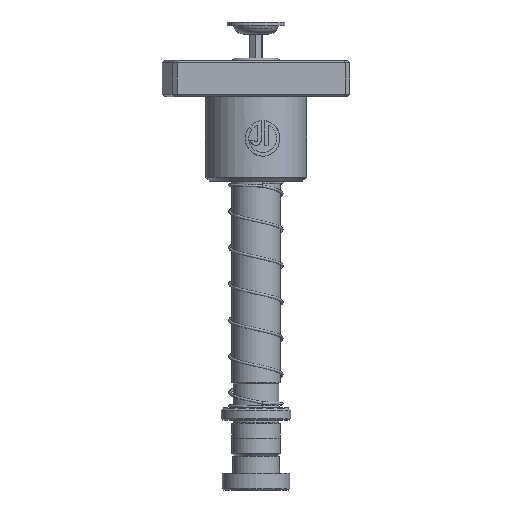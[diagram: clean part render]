
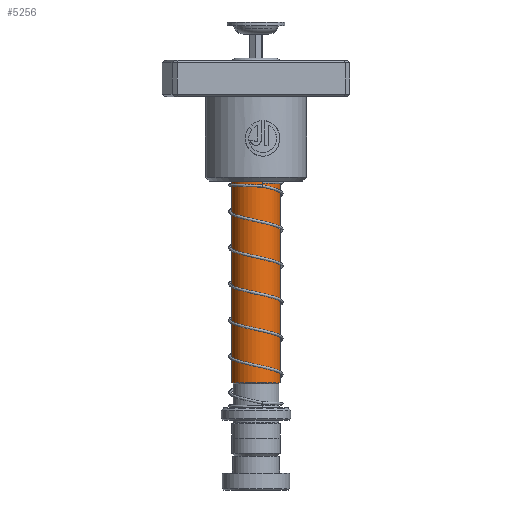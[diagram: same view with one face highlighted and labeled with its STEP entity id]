
A CAD part, front view. The second image highlights one B-rep face of the part: STEP entity #5256.
In plain terms, the highlighted cylindrical face has radius 10.009 mm (diameter 20.018 mm), a partial arc.
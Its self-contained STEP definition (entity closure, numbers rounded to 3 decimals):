
#597 = CARTESIAN_POINT ( 'NONE',  ( 0., 0., 30.5 ) ) ;
#832 = LINE ( 'NONE', #15450, #18950 ) ;
#1602 = AXIS2_PLACEMENT_3D ( 'NONE', #38818, #2756, #8603 ) ;
#2756 = DIRECTION ( 'NONE',  ( 0., 0., -1. ) ) ;
#3111 = AXIS2_PLACEMENT_3D ( 'NONE', #30832, #12568, #33871 ) ;
#3168 = EDGE_CURVE ( 'NONE', #22635, #38491, #32137, .T. ) ;
#3379 = CARTESIAN_POINT ( 'NONE',  ( -10.009, 0., 30.5 ) ) ;
#4344 = EDGE_LOOP ( 'NONE', ( #5210, #15579, #38534, #11164 ) ) ;
#5210 = ORIENTED_EDGE ( 'NONE', *, *, #13218, .F. ) ;
#5256 = ADVANCED_FACE ( 'NONE', ( #17727 ), #21035, .T. ) ;
#8603 = DIRECTION ( 'NONE',  ( -1., 0., 0. ) ) ;
#10423 = LINE ( 'NONE', #11819, #30480 ) ;
#11164 = ORIENTED_EDGE ( 'NONE', *, *, #21126, .T. ) ;
#11819 = CARTESIAN_POINT ( 'NONE',  ( -10.009, 0., 165. ) ) ;
#12568 = DIRECTION ( 'NONE',  ( 0., 0., -1. ) ) ;
#12644 = DIRECTION ( 'NONE',  ( 0., 0., -1. ) ) ;
#13218 = EDGE_CURVE ( 'NONE', #22635, #36860, #832, .T. ) ;
#13221 = CARTESIAN_POINT ( 'NONE',  ( 10.009, 0., 30.5 ) ) ;
#14777 = AXIS2_PLACEMENT_3D ( 'NONE', #597, #21905, #15928 ) ;
#15450 = CARTESIAN_POINT ( 'NONE',  ( 10.009, 0., 165. ) ) ;
#15579 = ORIENTED_EDGE ( 'NONE', *, *, #3168, .T. ) ;
#15928 = DIRECTION ( 'NONE',  ( 1., 0., 0. ) ) ;
#17727 = FACE_OUTER_BOUND ( 'NONE', #4344, .T. ) ;
#18950 = VECTOR ( 'NONE', #12644, 1000. ) ;
#21035 = CYLINDRICAL_SURFACE ( 'NONE', #1602, 10.009 ) ;
#21126 = EDGE_CURVE ( 'NONE', #38727, #36860, #37229, .T. ) ;
#21905 = DIRECTION ( 'NONE',  ( 0., 0., 1. ) ) ;
#22635 = VERTEX_POINT ( 'NONE', #34676 ) ;
#23085 = CARTESIAN_POINT ( 'NONE',  ( -10.009, 0., 163. ) ) ;
#28599 = EDGE_CURVE ( 'NONE', #38491, #38727, #10423, .T. ) ;
#30480 = VECTOR ( 'NONE', #30620, 1000. ) ;
#30620 = DIRECTION ( 'NONE',  ( 0., 0., -1. ) ) ;
#30832 = CARTESIAN_POINT ( 'NONE',  ( 0., 0., 163. ) ) ;
#32137 = CIRCLE ( 'NONE', #3111, 10.009 ) ;
#33871 = DIRECTION ( 'NONE',  ( 1., 0., 0. ) ) ;
#34676 = CARTESIAN_POINT ( 'NONE',  ( 10.009, 0., 163. ) ) ;
#36860 = VERTEX_POINT ( 'NONE', #13221 ) ;
#37229 = CIRCLE ( 'NONE', #14777, 10.009 ) ;
#38491 = VERTEX_POINT ( 'NONE', #23085 ) ;
#38534 = ORIENTED_EDGE ( 'NONE', *, *, #28599, .T. ) ;
#38727 = VERTEX_POINT ( 'NONE', #3379 ) ;
#38818 = CARTESIAN_POINT ( 'NONE',  ( 0., 0., 165. ) ) ;
